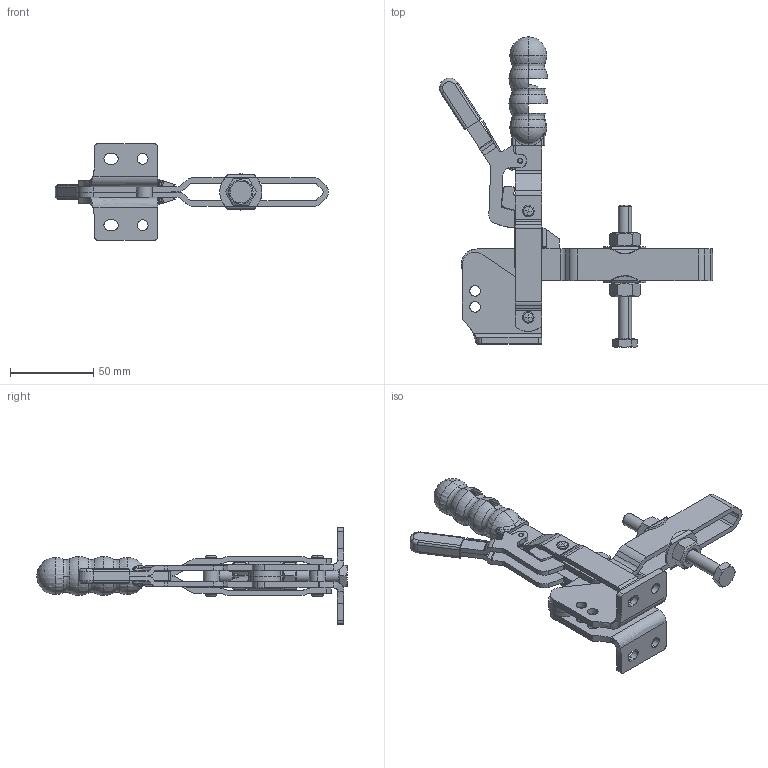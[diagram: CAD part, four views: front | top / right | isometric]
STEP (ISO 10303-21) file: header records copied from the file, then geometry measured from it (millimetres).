
FILE_DESCRIPTION(('CATIA V5 STEP Exchange'),'2;1');
FILE_NAME('VERTIKALSPANNER_TS_V_290_UB_SL_357861_TUENKERS.stp','2019-02-06T07:05:56+00:00',('none'),('none'),'CATIA Version 5 Release 19 SP 9 (IN-10)','CATIA V5 STEP AP214','none');
FILE_SCHEMA(('AUTOMOTIVE_DESIGN { 1 0 10303 214 1 1 1 1 }'));
Length unit declared in the file: millimetre
Products named in the file (1): VERTIKALSPANNER_TS_V_290_UB_SL_357861
Bounding box: 164.03 x 186.38 x 57.92 mm (x, y, z)
Volume: 83668.6 mm3; surface area: 56343.1 mm2
Topology: 2 solids, 3 shells, 597 faces, 1746 edges, 1096 vertices
Faces by surface type: plane 188, bspline 173, cylinder 158, cone 34, sphere 24, torus 20
Entity records: 24130 total; most frequent: CARTESIAN_POINT 10571, ORIENTED_EDGE 3396, DIRECTION 1911, EDGE_CURVE 1698, VERTEX_POINT 1096, AXIS2_PLACEMENT_3D 837, VECTOR 655, LINE 655
